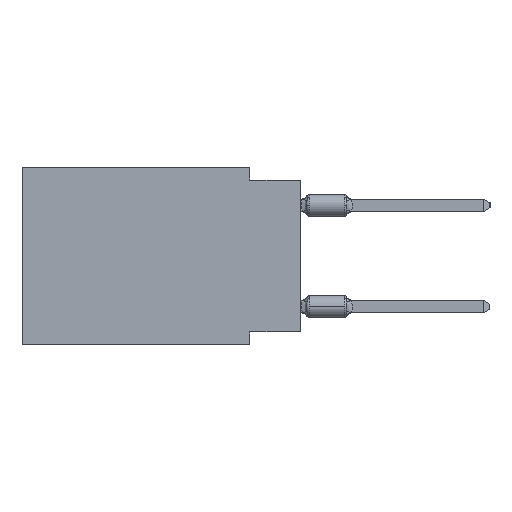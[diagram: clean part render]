
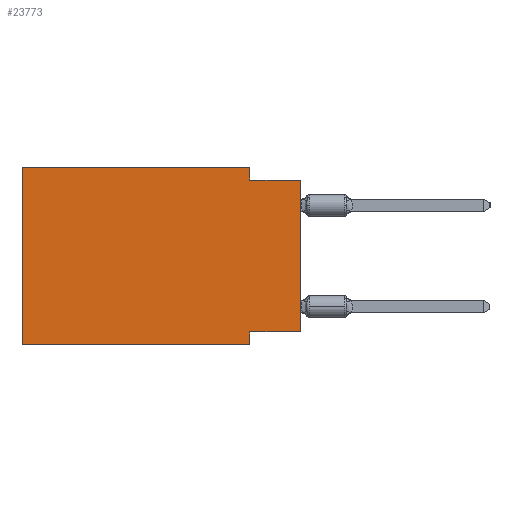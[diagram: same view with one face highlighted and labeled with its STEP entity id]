
A CAD part, left-side view. The second image highlights one B-rep face of the part: STEP entity #23773.
In plain terms, the highlighted planar face has unit normal (-1, 0, 0).
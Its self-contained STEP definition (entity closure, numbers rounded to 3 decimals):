
#19 = DIRECTION ( 'NONE',  ( 0., 0., -1. ) ) ;
#2001 = VECTOR ( 'NONE', #42278, 1000. ) ;
#5281 = VERTEX_POINT ( 'NONE', #35818 ) ;
#5744 = EDGE_CURVE ( 'NONE', #56353, #30465, #50234, .T. ) ;
#7409 = CARTESIAN_POINT ( 'NONE',  ( 0., 2.54, 0. ) ) ;
#7832 = CARTESIAN_POINT ( 'NONE',  ( 0., 13.97, 0. ) ) ;
#8409 = VECTOR ( 'NONE', #45766, 1000. ) ;
#8811 = ORIENTED_EDGE ( 'NONE', *, *, #43081, .F. ) ;
#10883 = VERTEX_POINT ( 'NONE', #37741 ) ;
#11595 = VECTOR ( 'NONE', #29336, 1000. ) ;
#12568 = LINE ( 'NONE', #17623, #42685 ) ;
#12651 = VERTEX_POINT ( 'NONE', #44625 ) ;
#12885 = EDGE_CURVE ( 'NONE', #17321, #40177, #12568, .T. ) ;
#12903 = LINE ( 'NONE', #7832, #2001 ) ;
#15210 = DIRECTION ( 'NONE',  ( 1., 0., 0. ) ) ;
#17321 = VERTEX_POINT ( 'NONE', #45174 ) ;
#17444 = DIRECTION ( 'NONE',  ( 0., 0., 1. ) ) ;
#17623 = CARTESIAN_POINT ( 'NONE',  ( 0., 0., -8.255 ) ) ;
#19508 = VERTEX_POINT ( 'NONE', #42616 ) ;
#21502 = DIRECTION ( 'NONE',  ( 0., 0., -1. ) ) ;
#22185 = EDGE_CURVE ( 'NONE', #5281, #19508, #12903, .T. ) ;
#23131 = EDGE_CURVE ( 'NONE', #19508, #12651, #45359, .T. ) ;
#23446 = PLANE ( 'NONE',  #45563 ) ;
#23773 = ADVANCED_FACE ( 'NONE', ( #47479 ), #23446, .F. ) ;
#27362 = CARTESIAN_POINT ( 'NONE',  ( 0., 2.54, -8.255 ) ) ;
#27868 = CARTESIAN_POINT ( 'NONE',  ( 0., 13.97, 0. ) ) ;
#29336 = DIRECTION ( 'NONE',  ( 0., -1., 0. ) ) ;
#30465 = VERTEX_POINT ( 'NONE', #49167 ) ;
#30690 = CARTESIAN_POINT ( 'NONE',  ( 0., 2.54, -8.89 ) ) ;
#32585 = VECTOR ( 'NONE', #21502, 1000. ) ;
#32614 = VECTOR ( 'NONE', #32727, 1000. ) ;
#32727 = DIRECTION ( 'NONE',  ( 0., 0., 1. ) ) ;
#35818 = CARTESIAN_POINT ( 'NONE',  ( 0., 13.97, 0. ) ) ;
#37741 = CARTESIAN_POINT ( 'NONE',  ( 0., 0., -0.635 ) ) ;
#37772 = LINE ( 'NONE', #51712, #32614 ) ;
#38609 = ORIENTED_EDGE ( 'NONE', *, *, #40217, .T. ) ;
#40177 = VERTEX_POINT ( 'NONE', #27362 ) ;
#40217 = EDGE_CURVE ( 'NONE', #17321, #10883, #37772, .T. ) ;
#40470 = LINE ( 'NONE', #30690, #32585 ) ;
#40919 = ORIENTED_EDGE ( 'NONE', *, *, #12885, .F. ) ;
#42170 = CARTESIAN_POINT ( 'NONE',  ( 0., 13.97, -8.89 ) ) ;
#42278 = DIRECTION ( 'NONE',  ( 0., -1., 0. ) ) ;
#42616 = CARTESIAN_POINT ( 'NONE',  ( 0., 2.54, 0. ) ) ;
#42685 = VECTOR ( 'NONE', #51154, 1000. ) ;
#43081 = EDGE_CURVE ( 'NONE', #40177, #30465, #40470, .T. ) ;
#43977 = ORIENTED_EDGE ( 'NONE', *, *, #22185, .F. ) ;
#44625 = CARTESIAN_POINT ( 'NONE',  ( 0., 2.54, -0.635 ) ) ;
#45174 = CARTESIAN_POINT ( 'NONE',  ( 0., 0., -8.255 ) ) ;
#45359 = LINE ( 'NONE', #7409, #54617 ) ;
#45563 = AXIS2_PLACEMENT_3D ( 'NONE', #48412, #15210, #19 ) ;
#45766 = DIRECTION ( 'NONE',  ( 0., -1., 0. ) ) ;
#47479 = FACE_OUTER_BOUND ( 'NONE', #52708, .T. ) ;
#48412 = CARTESIAN_POINT ( 'NONE',  ( 0., 13.97, 0. ) ) ;
#48524 = EDGE_CURVE ( 'NONE', #56353, #5281, #60777, .T. ) ;
#49167 = CARTESIAN_POINT ( 'NONE',  ( 0., 2.54, -8.89 ) ) ;
#50035 = VECTOR ( 'NONE', #17444, 1000. ) ;
#50234 = LINE ( 'NONE', #55912, #8409 ) ;
#50437 = DIRECTION ( 'NONE',  ( 0., 0., -1. ) ) ;
#51154 = DIRECTION ( 'NONE',  ( 0., 1., 0. ) ) ;
#51712 = CARTESIAN_POINT ( 'NONE',  ( 0., 0., 0. ) ) ;
#52443 = LINE ( 'NONE', #62576, #11595 ) ;
#52708 = EDGE_LOOP ( 'NONE', ( #38609, #54961, #60300, #43977, #60479, #53424, #8811, #40919 ) ) ;
#53424 = ORIENTED_EDGE ( 'NONE', *, *, #5744, .T. ) ;
#54617 = VECTOR ( 'NONE', #50437, 1000. ) ;
#54961 = ORIENTED_EDGE ( 'NONE', *, *, #56738, .F. ) ;
#55912 = CARTESIAN_POINT ( 'NONE',  ( 0., 13.97, -8.89 ) ) ;
#56353 = VERTEX_POINT ( 'NONE', #42170 ) ;
#56738 = EDGE_CURVE ( 'NONE', #12651, #10883, #52443, .T. ) ;
#60300 = ORIENTED_EDGE ( 'NONE', *, *, #23131, .F. ) ;
#60479 = ORIENTED_EDGE ( 'NONE', *, *, #48524, .F. ) ;
#60777 = LINE ( 'NONE', #27868, #50035 ) ;
#62576 = CARTESIAN_POINT ( 'NONE',  ( 0., 0., -0.635 ) ) ;
